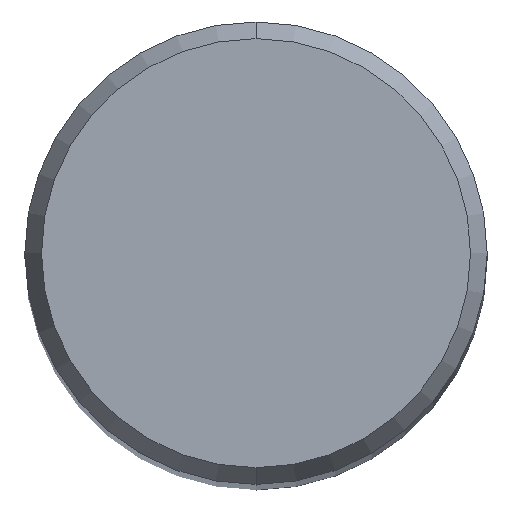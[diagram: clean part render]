
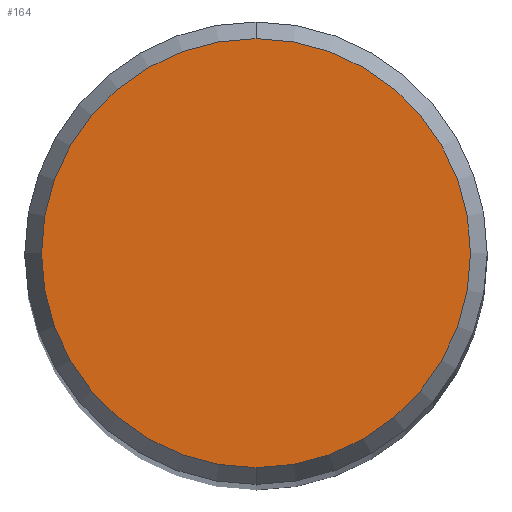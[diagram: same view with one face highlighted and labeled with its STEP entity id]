
A CAD part, top view. The second image highlights one B-rep face of the part: STEP entity #164.
In plain terms, the highlighted planar face has unit normal (0, 0, 1).
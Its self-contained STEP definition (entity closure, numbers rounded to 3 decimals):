
#124=VERTEX_POINT('',#280);
#164=ADVANCED_FACE('',(#326),#327,.T.);
#166=EDGE_CURVE('',#170,#124,#329,.T.);
#170=VERTEX_POINT('',#333);
#172=EDGE_CURVE('',#124,#170,#335,.T.);
#280=CARTESIAN_POINT('',(0.0,2.946,0.01));
#326=FACE_OUTER_BOUND('',#509,.T.);
#327=PLANE('',#510);
#329=CIRCLE('',#513,2.946);
#333=CARTESIAN_POINT('',(0.,-2.946,0.01));
#335=CIRCLE('',#519,2.946);
#509=EDGE_LOOP('',(#696,#697));
#510=AXIS2_PLACEMENT_3D('',#698,#699,#700);
#513=AXIS2_PLACEMENT_3D('',#701,#702,#703);
#519=AXIS2_PLACEMENT_3D('',#705,#706,#707);
#696=ORIENTED_EDGE('',*,*,#172,.F.);
#697=ORIENTED_EDGE('',*,*,#166,.F.);
#698=CARTESIAN_POINT('',(0.0,1.473,0.01));
#699=DIRECTION('',(-0.0,0.0,1.0));
#700=DIRECTION('',(0.0,-1.0,0.0));
#701=CARTESIAN_POINT('',(0.0,0.0,0.01));
#702=DIRECTION('',(0.0,0.0,-1.0));
#703=DIRECTION('',(0.0,1.0,0.0));
#705=CARTESIAN_POINT('',(0.0,0.0,0.01));
#706=DIRECTION('',(0.0,0.0,-1.0));
#707=DIRECTION('',(0.0,1.0,0.0));
